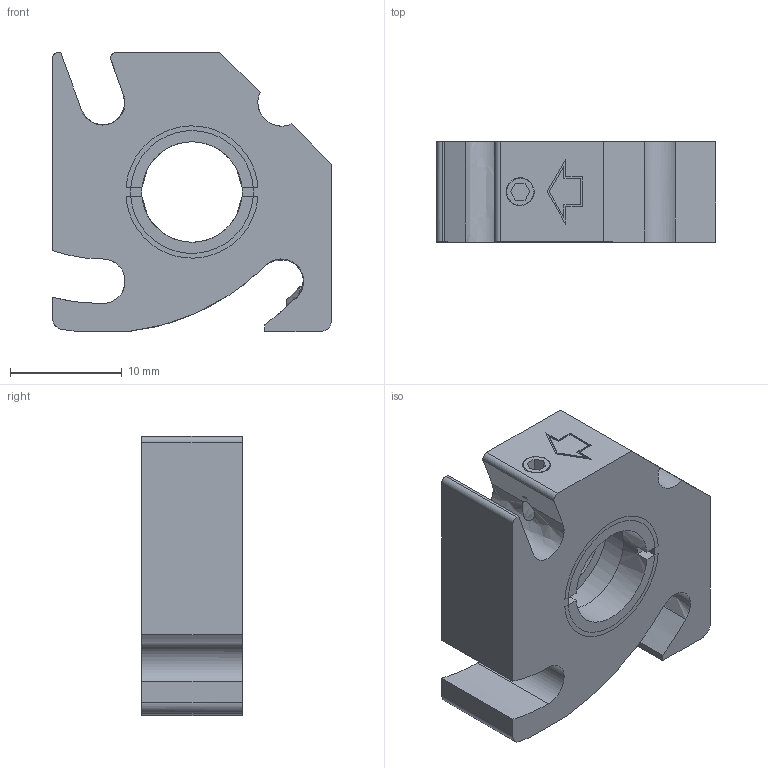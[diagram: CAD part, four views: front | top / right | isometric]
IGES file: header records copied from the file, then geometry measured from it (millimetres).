
Global section: file name: C16-SLFH-11; native system: Autodesk Inventor 2018; preprocessor: unknown; author: e.nonaka; date: 20180724.185111; units: millimetre
Bounding box: 25 x 9 x 25 mm (x, y, z)
Volume: 3625.9 mm3; surface area: 2408.5 mm2
Topology: 1 solids, 1 shells, 102 faces, 271 edges, 180 vertices
Faces by surface type: bspline 102
